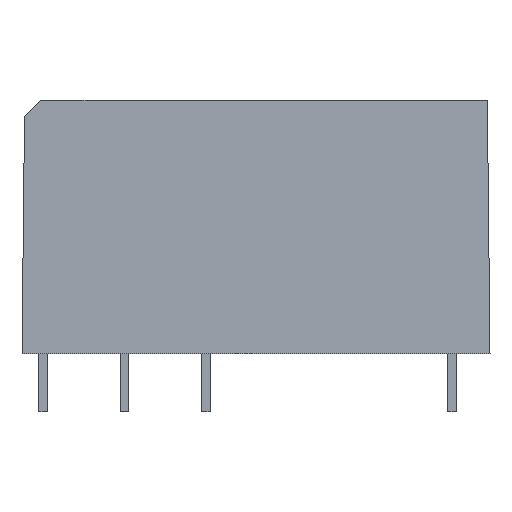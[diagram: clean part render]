
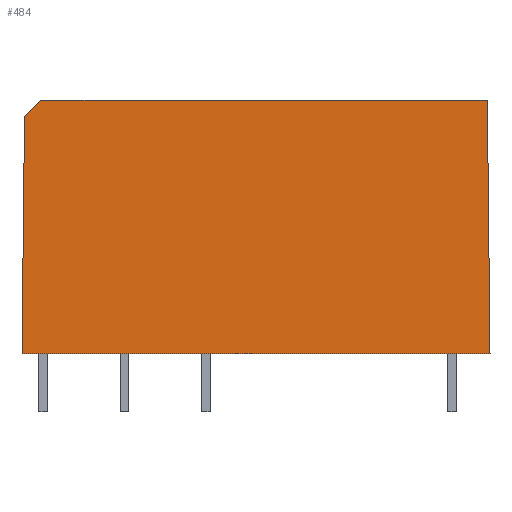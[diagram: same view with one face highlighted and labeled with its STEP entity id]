
A CAD part, left-side view. The second image highlights one B-rep face of the part: STEP entity #484.
In plain terms, the highlighted planar face has unit normal (-1, 0, 0.011).
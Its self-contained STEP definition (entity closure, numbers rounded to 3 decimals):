
#463=AXIS2_PLACEMENT_3D('Plane Axis2P3D',#460,#461,#462) ;
#43=CARTESIAN_POINT('Vertex',(0.,0.,3.6)) ;
#57=CARTESIAN_POINT('Vertex',(0.164,0.164,19.3)) ;
#60=CARTESIAN_POINT('Line Origine',(0.082,0.082,11.45)) ;
#89=CARTESIAN_POINT('Vertex',(0.,29.,3.6)) ;
#99=CARTESIAN_POINT('Line Origine',(0.,14.5,3.6)) ;
#422=CARTESIAN_POINT('Line Origine',(0.164,13.995,19.3)) ;
#426=CARTESIAN_POINT('Vertex',(0.164,27.825,19.3)) ;
#460=CARTESIAN_POINT('Axis2P3D Location',(0.,28.,3.6)) ;
#465=CARTESIAN_POINT('Line Origine',(0.159,28.336,18.8)) ;
#469=CARTESIAN_POINT('Vertex',(0.154,28.846,18.3)) ;
#472=CARTESIAN_POINT('Line Origine',(0.077,28.923,10.95)) ;
#61=DIRECTION('Vector Direction',(0.01,0.01,1.)) ;
#100=DIRECTION('Vector Direction',(0.,-1.,0.)) ;
#423=DIRECTION('Vector Direction',(0.,-1.,0.)) ;
#461=DIRECTION('Axis2P3D Direction',(1.,0.,-0.01)) ;
#462=DIRECTION('Axis2P3D XDirection',(0.,-1.,0.)) ;
#466=DIRECTION('Vector Direction',(-0.007,0.714,-0.7)) ;
#473=DIRECTION('Vector Direction',(0.01,-0.01,1.)) ;
#62=VECTOR('Line Direction',#61,1.) ;
#101=VECTOR('Line Direction',#100,1.) ;
#424=VECTOR('Line Direction',#423,1.) ;
#467=VECTOR('Line Direction',#466,1.) ;
#474=VECTOR('Line Direction',#473,1.) ;
#478=ORIENTED_EDGE('',*,*,#471,.F.) ;
#479=ORIENTED_EDGE('',*,*,#476,.F.) ;
#480=ORIENTED_EDGE('',*,*,#103,.F.) ;
#481=ORIENTED_EDGE('',*,*,#64,.F.) ;
#482=ORIENTED_EDGE('',*,*,#428,.F.) ;
#484=ADVANCED_FACE('RCL-RELAIS',(#483),#464,.F.) ;
#64=EDGE_CURVE('',#58,#44,#63,.F.) ;
#103=EDGE_CURVE('',#44,#90,#102,.F.) ;
#428=EDGE_CURVE('',#427,#58,#425,.T.) ;
#471=EDGE_CURVE('',#470,#427,#468,.F.) ;
#476=EDGE_CURVE('',#90,#470,#475,.T.) ;
#477=EDGE_LOOP('',(#478,#479,#480,#481,#482)) ;
#483=FACE_OUTER_BOUND('',#477,.T.) ;
#63=LINE('Line',#60,#62) ;
#102=LINE('Line',#99,#101) ;
#425=LINE('Line',#422,#424) ;
#468=LINE('Line',#465,#467) ;
#475=LINE('Line',#472,#474) ;
#464=PLANE('',#463) ;
#44=VERTEX_POINT('',#43) ;
#58=VERTEX_POINT('',#57) ;
#90=VERTEX_POINT('',#89) ;
#427=VERTEX_POINT('',#426) ;
#470=VERTEX_POINT('',#469) ;
